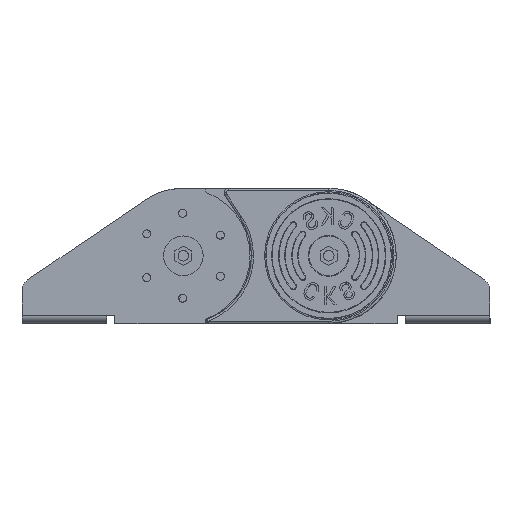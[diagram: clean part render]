
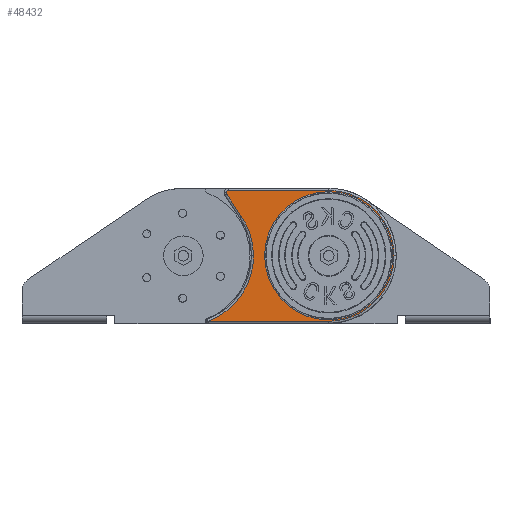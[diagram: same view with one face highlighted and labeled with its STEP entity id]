
A CAD part, top view. The second image highlights one B-rep face of the part: STEP entity #48432.
In plain terms, the highlighted planar face has unit normal (0, 0, 1).
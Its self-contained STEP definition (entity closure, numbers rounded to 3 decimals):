
#14 = CIRCLE ( 'NONE', #23407, 48.481 ) ;
#217 = CARTESIAN_POINT ( 'NONE',  ( 55.708, -49.213, -118.955 ) ) ;
#540 = CARTESIAN_POINT ( 'NONE',  ( -21.789, 47.968, -118.955 ) ) ;
#1365 = FACE_BOUND ( 'NONE', #45058, .T. ) ;
#2515 =( BOUNDED_CURVE ( )  B_SPLINE_CURVE ( 3, ( #37349, #20087, #45743, #19709 ),
 .UNSPECIFIED., .F., .F. ) 
 B_SPLINE_CURVE_WITH_KNOTS ( ( 4, 4 ),
 ( 0.5, 1. ),
 .UNSPECIFIED. ) 
 CURVE ( )  GEOMETRIC_REPRESENTATION_ITEM ( )  RATIONAL_B_SPLINE_CURVE ( ( 0.5, 0.5, 0.667, 1. ) ) 
 REPRESENTATION_ITEM ( '' )  );
#2941 = CARTESIAN_POINT ( 'NONE',  ( 55.708, 49.615, -118.955 ) ) ;
#3086 = CARTESIAN_POINT ( 'NONE',  ( -10.383, 29.97, -118.955 ) ) ;
#3714 = ORIENTED_EDGE ( 'NONE', *, *, #38153, .F. ) ;
#4208 = AXIS2_PLACEMENT_3D ( 'NONE', #19209, #28491, #53995 ) ;
#4538 = VERTEX_POINT ( 'NONE', #55428 ) ;
#4599 = ORIENTED_EDGE ( 'NONE', *, *, #18199, .F. ) ;
#5077 = CARTESIAN_POINT ( 'NONE',  ( -21.789, 47.633, -118.955 ) ) ;
#7032 = EDGE_CURVE ( 'NONE', #37713, #16215, #51370, .T. ) ;
#8030 = CARTESIAN_POINT ( 'NONE',  ( 53.986, -49.213, -118.955 ) ) ;
#10176 = DIRECTION ( 'NONE',  ( 0., 1., 0. ) ) ;
#10561 = EDGE_CURVE ( 'NONE', #37625, #40650, #2515, .T. ) ;
#10747 = CARTESIAN_POINT ( 'NONE',  ( 55.708, 49.615, -118.955 ) ) ;
#11013 = EDGE_CURVE ( 'NONE', #16215, #37713, #14, .T. ) ;
#12068 = ORIENTED_EDGE ( 'NONE', *, *, #42182, .F. ) ;
#12092 = DIRECTION ( 'NONE',  ( -0.546, 0.838, 0. ) ) ;
#12199 = DIRECTION ( 'NONE',  ( -1., 0., 0. ) ) ;
#12888 = FACE_OUTER_BOUND ( 'NONE', #47638, .T. ) ;
#13305 = CARTESIAN_POINT ( 'NONE',  ( -35.538, -49.213, -118.955 ) ) ;
#13462 = VERTEX_POINT ( 'NONE', #52029 ) ;
#14249 = CARTESIAN_POINT ( 'NONE',  ( 53.986, 49.615, -118.955 ) ) ;
#14673 = DIRECTION ( 'NONE',  ( 0., 0., 1. ) ) ;
#15004 = CARTESIAN_POINT ( 'NONE',  ( -20.142, 49.615, -118.955 ) ) ;
#15094 = CARTESIAN_POINT ( 'NONE',  ( 80.415, 49.615, -118.955 ) ) ;
#15231 = CARTESIAN_POINT ( 'NONE',  ( -1.172, -23.39, -118.955 ) ) ;
#16075 = CARTESIAN_POINT ( 'NONE',  ( -1.172, 11.251, -118.955 ) ) ;
#16170 = CARTESIAN_POINT ( 'NONE',  ( -21.522, 47.069, -118.955 ) ) ;
#16215 = VERTEX_POINT ( 'NONE', #24339 ) ;
#18199 = EDGE_CURVE ( 'NONE', #13462, #50925, #51029, .T. ) ;
#19209 = CARTESIAN_POINT ( 'NONE',  ( 55.708, 0.201, -118.955 ) ) ;
#19359 = CARTESIAN_POINT ( 'NONE',  ( 7.228, 0.201, -118.955 ) ) ;
#19709 = CARTESIAN_POINT ( 'NONE',  ( 55.708, -49.213, -118.955 ) ) ;
#19782 = CARTESIAN_POINT ( 'NONE',  ( -21.789, 47.968, -118.955 ) ) ;
#20087 = CARTESIAN_POINT ( 'NONE',  ( 105.122, -32.742, -118.955 ) ) ;
#20340 =( BOUNDED_CURVE ( )  B_SPLINE_CURVE ( 3, ( #10747, #15094, #50281, #49913 ),
 .UNSPECIFIED., .F., .F. ) 
 B_SPLINE_CURVE_WITH_KNOTS ( ( 4, 4 ),
 ( 0., 0.5 ),
 .UNSPECIFIED. ) 
 CURVE ( )  GEOMETRIC_REPRESENTATION_ITEM ( )  RATIONAL_B_SPLINE_CURVE ( ( 1., 0.667, 0.5, 0.5 ) ) 
 REPRESENTATION_ITEM ( '' )  );
#20603 = ORIENTED_EDGE ( 'NONE', *, *, #10561, .F. ) ;
#20840 = CARTESIAN_POINT ( 'NONE',  ( -10.383, 29.97, -118.955 ) ) ;
#23407 = AXIS2_PLACEMENT_3D ( 'NONE', #31613, #14673, #10176 ) ;
#24339 = CARTESIAN_POINT ( 'NONE',  ( 104.189, 0.201, -118.955 ) ) ;
#24650 = CARTESIAN_POINT ( 'NONE',  ( -1.172, 0.201, -118.955 ) ) ;
#25628 = EDGE_CURVE ( 'NONE', #34801, #38182, #34610, .T. ) ;
#25770 = ORIENTED_EDGE ( 'NONE', *, *, #27501, .F. ) ;
#26004 = CARTESIAN_POINT ( 'NONE',  ( 53.986, -50.877, -118.955 ) ) ;
#27501 = EDGE_CURVE ( 'NONE', #50925, #37625, #20340, .T. ) ;
#28173 = CARTESIAN_POINT ( 'NONE',  ( -35.538, -49.213, -118.955 ) ) ;
#28489 = CARTESIAN_POINT ( 'NONE',  ( -21.058, 49.615, -118.955 ) ) ;
#28491 = DIRECTION ( 'NONE',  ( 0., 0., 1. ) ) ;
#28892 = ORIENTED_EDGE ( 'NONE', *, *, #7032, .F. ) ;
#30218 = EDGE_CURVE ( 'NONE', #38182, #41398, #34928, .T. ) ;
#31613 = CARTESIAN_POINT ( 'NONE',  ( 55.708, 0.201, -118.955 ) ) ;
#31956 = CARTESIAN_POINT ( 'NONE',  ( -1.172, 0.201, -118.955 ) ) ;
#32305 = CARTESIAN_POINT ( 'NONE',  ( -21.789, 48.98, -118.955 ) ) ;
#32318 = ORIENTED_EDGE ( 'NONE', *, *, #36688, .F. ) ;
#34610 =( BOUNDED_CURVE ( )  B_SPLINE_CURVE ( 3, ( #28173, #36909, #15231, #31956 ),
 .UNSPECIFIED., .F., .F. ) 
 B_SPLINE_CURVE_WITH_KNOTS ( ( 4, 4 ),
 ( 0., 0.659 ),
 .UNSPECIFIED. ) 
 CURVE ( )  GEOMETRIC_REPRESENTATION_ITEM ( )  RATIONAL_B_SPLINE_CURVE ( ( 1., 0.831, 0.773, 0.827 ) ) 
 REPRESENTATION_ITEM ( '' )  );
#34801 = VERTEX_POINT ( 'NONE', #13305 ) ;
#34928 =( BOUNDED_CURVE ( )  B_SPLINE_CURVE ( 3, ( #24650, #16075, #46306, #20840 ),
 .UNSPECIFIED., .F., .T. ) 
 B_SPLINE_CURVE_WITH_KNOTS ( ( 4, 4 ),
 ( 0.659, 1. ),
 .UNSPECIFIED. ) 
 CURVE ( )  GEOMETRIC_REPRESENTATION_ITEM ( )  RATIONAL_B_SPLINE_CURVE ( ( 0.827, 0.855, 0.913, 1. ) ) 
 REPRESENTATION_ITEM ( '' )  );
#35376 = VECTOR ( 'NONE', #35380, 1000. ) ;
#35380 = DIRECTION ( 'NONE',  ( 1., 0., 0. ) ) ;
#36636 = VECTOR ( 'NONE', #12092, 1000. ) ;
#36688 = EDGE_CURVE ( 'NONE', #41398, #50824, #42088, .T. ) ;
#36909 = CARTESIAN_POINT ( 'NONE',  ( -14.955, -41.573, -118.955 ) ) ;
#37349 = CARTESIAN_POINT ( 'NONE',  ( 105.122, 0.201, -118.955 ) ) ;
#37625 = VERTEX_POINT ( 'NONE', #44465 ) ;
#37713 = VERTEX_POINT ( 'NONE', #19359 ) ;
#38153 = EDGE_CURVE ( 'NONE', #40650, #34801, #46668, .T. ) ;
#38182 = VERTEX_POINT ( 'NONE', #38205 ) ;
#38205 = CARTESIAN_POINT ( 'NONE',  ( -1.172, 0.201, -118.955 ) ) ;
#38215 = ORIENTED_EDGE ( 'NONE', *, *, #11013, .F. ) ;
#39265 = DIRECTION ( 'NONE',  ( 0., 0., -1. ) ) ;
#39626 = CARTESIAN_POINT ( 'NONE',  ( -21.522, 47.069, -118.955 ) ) ;
#39825 = DIRECTION ( 'NONE',  ( 1., 0., 0. ) ) ;
#40650 = VERTEX_POINT ( 'NONE', #217 ) ;
#41191 = ORIENTED_EDGE ( 'NONE', *, *, #51418, .F. ) ;
#41398 = VERTEX_POINT ( 'NONE', #3086 ) ;
#42088 = LINE ( 'NONE', #47066, #36636 ) ;
#42182 = EDGE_CURVE ( 'NONE', #50824, #4538, #54751, .T. ) ;
#44126 = ORIENTED_EDGE ( 'NONE', *, *, #25628, .F. ) ;
#44465 = CARTESIAN_POINT ( 'NONE',  ( 105.122, 0.201, -118.955 ) ) ;
#45058 = EDGE_LOOP ( 'NONE', ( #38215, #28892 ) ) ;
#45258 = AXIS2_PLACEMENT_3D ( 'NONE', #26004, #39265, #39825 ) ;
#45743 = CARTESIAN_POINT ( 'NONE',  ( 80.415, -49.213, -118.955 ) ) ;
#46260 = ORIENTED_EDGE ( 'NONE', *, *, #30218, .F. ) ;
#46306 = CARTESIAN_POINT ( 'NONE',  ( -4.536, 21.427, -118.955 ) ) ;
#46668 = LINE ( 'NONE', #8030, #52152 ) ;
#47066 = CARTESIAN_POINT ( 'NONE',  ( 46.749, -57.734, -118.955 ) ) ;
#47638 = EDGE_LOOP ( 'NONE', ( #3714, #20603, #25770, #4599, #41191, #12068, #32318, #46260, #44126 ) ) ;
#48432 = ADVANCED_FACE ( 'NONE', ( #12888, #1365 ), #52437, .F. ) ;
#48952 = CARTESIAN_POINT ( 'NONE',  ( -21.69, 47.327, -118.955 ) ) ;
#49913 = CARTESIAN_POINT ( 'NONE',  ( 105.122, 0.201, -118.955 ) ) ;
#50281 = CARTESIAN_POINT ( 'NONE',  ( 105.122, 33.144, -118.955 ) ) ;
#50824 = VERTEX_POINT ( 'NONE', #16170 ) ;
#50925 = VERTEX_POINT ( 'NONE', #2941 ) ;
#51029 = LINE ( 'NONE', #14249, #35376 ) ;
#51370 = CIRCLE ( 'NONE', #4208, 48.481 ) ;
#51418 = EDGE_CURVE ( 'NONE', #4538, #13462, #55748, .T. ) ;
#52029 = CARTESIAN_POINT ( 'NONE',  ( -20.142, 49.615, -118.955 ) ) ;
#52152 = VECTOR ( 'NONE', #12199, 1000. ) ;
#52437 = PLANE ( 'NONE',  #45258 ) ;
#53995 = DIRECTION ( 'NONE',  ( 0., 1., 0. ) ) ;
#54751 =( BOUNDED_CURVE ( )  B_SPLINE_CURVE ( 3, ( #39626, #48952, #5077, #540 ),
 .UNSPECIFIED., .F., .F. ) 
 B_SPLINE_CURVE_WITH_KNOTS ( ( 4, 4 ),
 ( 0., 0.287 ),
 .UNSPECIFIED. ) 
 CURVE ( )  GEOMETRIC_REPRESENTATION_ITEM ( )  RATIONAL_B_SPLINE_CURVE ( ( 1., 0.9, 0.828, 0.786 ) ) 
 REPRESENTATION_ITEM ( '' )  );
#55428 = CARTESIAN_POINT ( 'NONE',  ( -21.789, 47.968, -118.955 ) ) ;
#55748 =( BOUNDED_CURVE ( )  B_SPLINE_CURVE ( 3, ( #19782, #32305, #28489, #15004 ),
 .UNSPECIFIED., .F., .T. ) 
 B_SPLINE_CURVE_WITH_KNOTS ( ( 4, 4 ),
 ( 0.287, 1. ),
 .UNSPECIFIED. ) 
 CURVE ( )  GEOMETRIC_REPRESENTATION_ITEM ( )  RATIONAL_B_SPLINE_CURVE ( ( 0.786, 0.68, 0.751, 1. ) ) 
 REPRESENTATION_ITEM ( '' )  );
